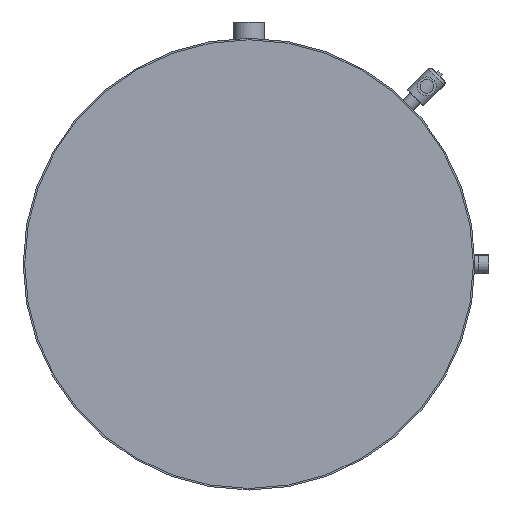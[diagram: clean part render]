
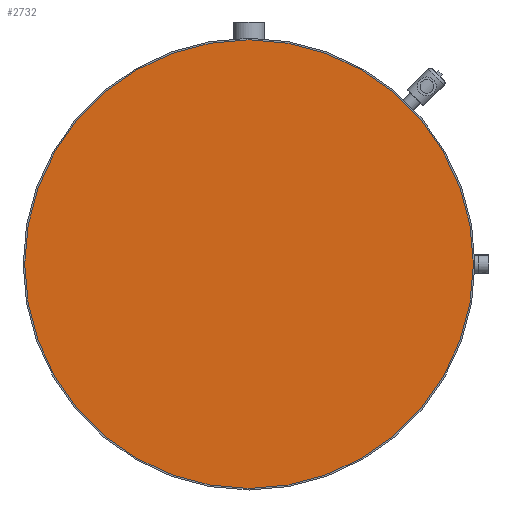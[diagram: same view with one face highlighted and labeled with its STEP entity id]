
A CAD part, front view. The second image highlights one B-rep face of the part: STEP entity #2732.
In plain terms, the highlighted planar face has unit normal (0, -1, 0).
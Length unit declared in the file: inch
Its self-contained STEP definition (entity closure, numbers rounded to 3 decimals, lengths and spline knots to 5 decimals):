
#87 = VERTEX_POINT ( 'NONE', #2643 ) ;
#536 = CARTESIAN_POINT ( 'NONE',  ( 0., -34.5, 0. ) ) ;
#557 = DIRECTION ( 'NONE',  ( -1., 0., 0. ) ) ;
#905 = DIRECTION ( 'NONE',  ( 0., 1., 0. ) ) ;
#1258 = AXIS2_PLACEMENT_3D ( 'NONE', #5556, #1491, #557 ) ;
#1330 = ORIENTED_EDGE ( 'NONE', *, *, #5258, .F. ) ;
#1413 = FACE_OUTER_BOUND ( 'NONE', #4298, .T. ) ;
#1491 = DIRECTION ( 'NONE',  ( 0., 1., 0. ) ) ;
#1828 = CIRCLE ( 'NONE', #1258, 14.5 ) ;
#2345 = DIRECTION ( 'NONE',  ( -1., 0., 0. ) ) ;
#2643 = CARTESIAN_POINT ( 'NONE',  ( -14.5, -34.5, 0. ) ) ;
#2732 = ADVANCED_FACE ( 'NONE', ( #1413 ), #5479, .F. ) ;
#3607 = CARTESIAN_POINT ( 'NONE',  ( 14.5, -34.5, 0. ) ) ;
#4141 = DIRECTION ( 'NONE',  ( 0., 1., 0. ) ) ;
#4195 = AXIS2_PLACEMENT_3D ( 'NONE', #5406, #905, #5380 ) ;
#4298 = EDGE_LOOP ( 'NONE', ( #1330, #4982 ) ) ;
#4378 = CIRCLE ( 'NONE', #4195, 14.5 ) ;
#4384 = AXIS2_PLACEMENT_3D ( 'NONE', #536, #4141, #2345 ) ;
#4649 = VERTEX_POINT ( 'NONE', #3607 ) ;
#4982 = ORIENTED_EDGE ( 'NONE', *, *, #5706, .F. ) ;
#5258 = EDGE_CURVE ( 'NONE', #87, #4649, #1828, .T. ) ;
#5380 = DIRECTION ( 'NONE',  ( -1., 0., 0. ) ) ;
#5406 = CARTESIAN_POINT ( 'NONE',  ( 0., -34.5, 0. ) ) ;
#5479 = PLANE ( 'NONE',  #4384 ) ;
#5556 = CARTESIAN_POINT ( 'NONE',  ( 0., -34.5, 0. ) ) ;
#5706 = EDGE_CURVE ( 'NONE', #4649, #87, #4378, .T. ) ;
